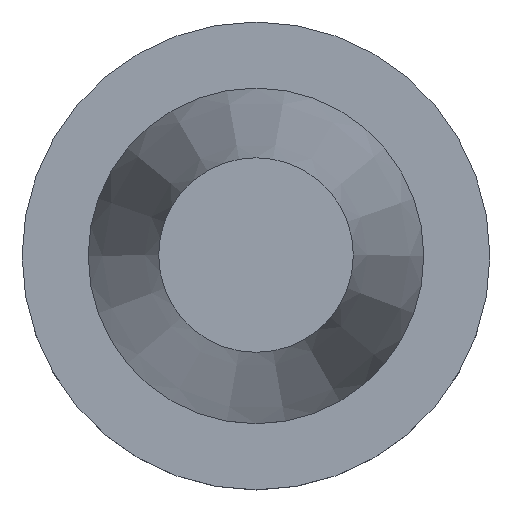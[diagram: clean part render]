
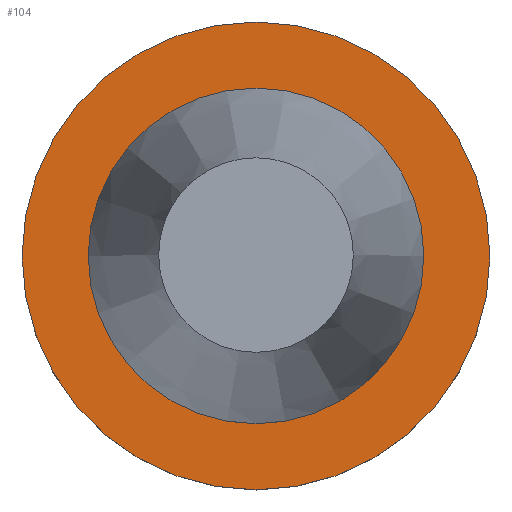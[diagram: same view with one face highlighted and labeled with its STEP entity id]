
A CAD part, top view. The second image highlights one B-rep face of the part: STEP entity #104.
In plain terms, the highlighted planar face has unit normal (0, 0, 1).
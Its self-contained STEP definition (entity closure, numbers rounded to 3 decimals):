
#57=FACE_BOUND('',#168,.T.);
#58=FACE_BOUND('',#169,.T.);
#80=CIRCLE('',#431,48.75);
#81=CIRCLE('',#432,34.975);
#104=ADVANCED_FACE('',(#57,#58),#125,.T.);
#125=PLANE('',#433);
#168=EDGE_LOOP('',(#246));
#169=EDGE_LOOP('',(#247));
#246=ORIENTED_EDGE('',*,*,#325,.F.);
#247=ORIENTED_EDGE('',*,*,#326,.T.);
#286=VERTEX_POINT('',#640);
#287=VERTEX_POINT('',#642);
#325=EDGE_CURVE('',#286,#286,#80,.T.);
#326=EDGE_CURVE('',#287,#287,#81,.T.);
#431=AXIS2_PLACEMENT_3D('',#639,#531,#532);
#432=AXIS2_PLACEMENT_3D('',#641,#533,#534);
#433=AXIS2_PLACEMENT_3D('',#643,#535,#536);
#531=DIRECTION('',(0.,0.,-1.));
#532=DIRECTION('',(1.,0.,0.));
#533=DIRECTION('',(0.,0.,-1.));
#534=DIRECTION('',(1.,0.,0.));
#535=DIRECTION('',(0.,0.,1.));
#536=DIRECTION('',(1.,0.,0.));
#639=CARTESIAN_POINT('',(0.,0.,-3.2));
#640=CARTESIAN_POINT('',(48.75,0.,-3.2));
#641=CARTESIAN_POINT('',(0.,0.,-3.2));
#642=CARTESIAN_POINT('',(34.975,0.,-3.2));
#643=CARTESIAN_POINT('',(41.863,0.,-3.2));
